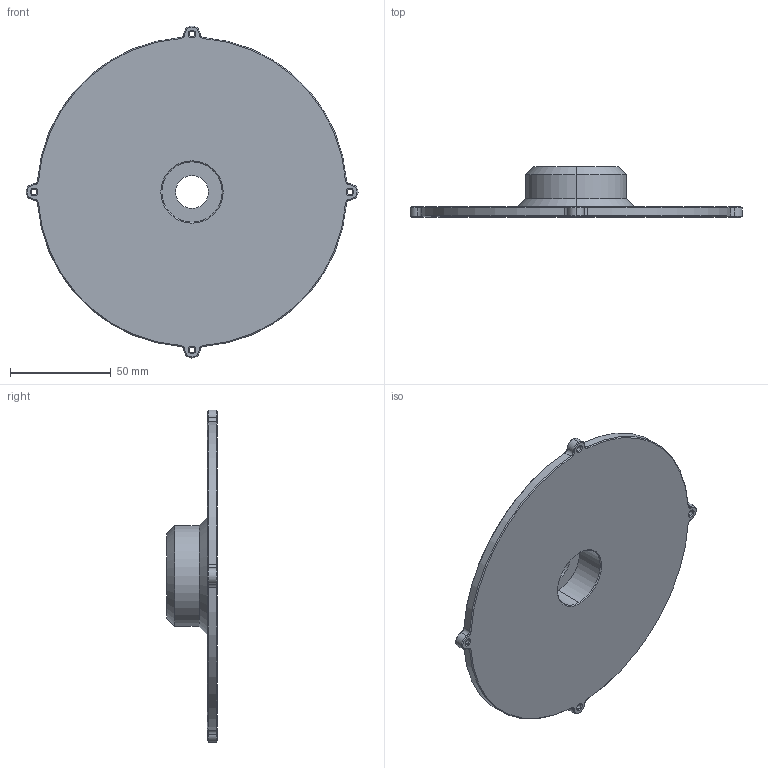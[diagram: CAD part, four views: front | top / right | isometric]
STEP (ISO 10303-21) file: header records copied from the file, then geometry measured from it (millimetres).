
FILE_DESCRIPTION (( 'STEP AP214' ), '1' );
FILE_NAME ('ChassisUpperLid_PLA.STEP', '2020-03-23T20:20:15', ( '' ), ( '' ), 'SwSTEP 2.0', 'SolidWorks 2018', '' );
FILE_SCHEMA (( 'AUTOMOTIVE_DESIGN' ));
Length unit declared in the file: millimetre
Products named in the file (1): ChassisUpperLid_PLA
Bounding box: 165 x 25 x 165 mm (x, y, z)
Volume: 120347.8 mm3; surface area: 43816.8 mm2
Topology: 1 solids, 1 shells, 83 faces, 190 edges, 111 vertices
Faces by surface type: cone 48, cylinder 31, plane 4
Entity records: 2393 total; most frequent: DIRECTION 469, CARTESIAN_POINT 385, ORIENTED_EDGE 380, AXIS2_PLACEMENT_3D 195, EDGE_CURVE 190, VERTEX_POINT 111, CIRCLE 111, EDGE_LOOP 95
